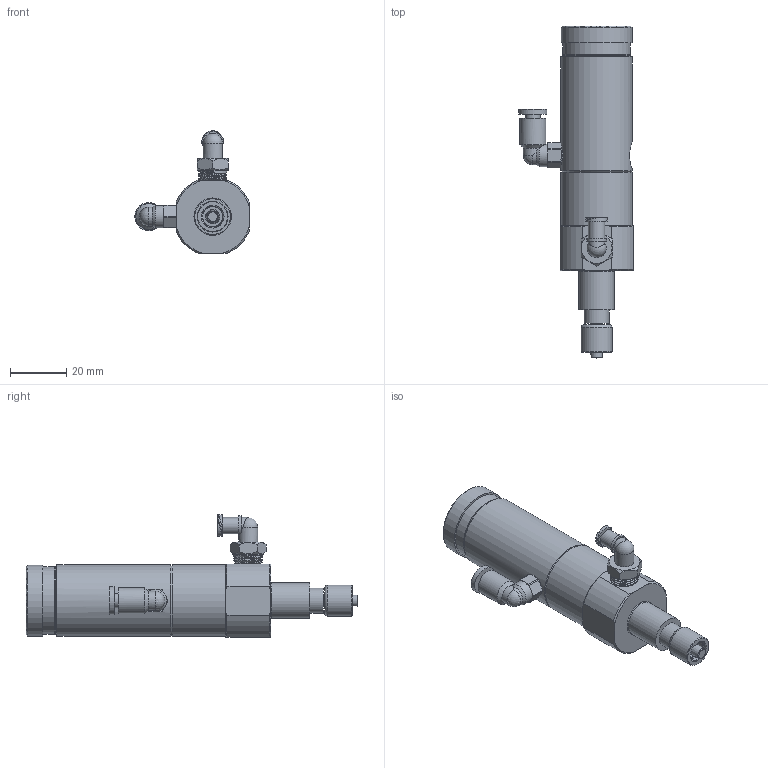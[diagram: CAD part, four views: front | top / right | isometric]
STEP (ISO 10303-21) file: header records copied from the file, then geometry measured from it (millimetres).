
FILE_DESCRIPTION(/* description */ (''),/* implementation_level */ '2;1');
FILE_NAME(/* name */ 'S00348_R1_DV5425_Shrinkwrap_1.stp',/* time_stamp */ '2021-01-19T14:24:17+01:00',/* author */ ('glueck'),/* organization */ (''),/* preprocessor_version */ 'ST-DEVELOPER v18.1',/* originating_system */ 'Autodesk Inventor 2021',/* authorisation */ '');
FILE_SCHEMA (('AUTOMOTIVE_DESIGN { 1 0 10303 214 3 1 1 }'));
Length unit declared in the file: millimetre
Products named in the file (1): S00348_R1_DV5425_Shrinkwrap_1
Bounding box: 40.7 x 118.1 x 43.53 mm (x, y, z)
Volume: 49736.9 mm3; surface area: 12254.3 mm2
Topology: 1 solids, 1 shells, 159 faces, 386 edges, 249 vertices
Faces by surface type: cylinder 57, plane 56, cone 29, bspline 10, torus 4, sphere 3
Full cylindrical faces by diameter (mm): 2.3 x1, 3.175 x2, 4 x1, 4.4 x1, 4.5 x1, 5 x1, 5.1 x1, 5.575 x1, 5.842 x1, 6.807 x1, 7.01 x1, 7.2 x1, 8 x1, 8.1 x2, 8.85 x1, 9.2 x1, 10 x1, 11 x1, 12.7 x1, 22.8 x1, 24 x2, 25.3 x1, 25.4 x2
Entity records: 8288 total; most frequent: CARTESIAN_POINT 4447, ORIENTED_EDGE 762, DIRECTION 721, EDGE_CURVE 381, AXIS2_PLACEMENT_3D 305, VERTEX_POINT 249, EDGE_LOOP 184, STYLED_ITEM 160
